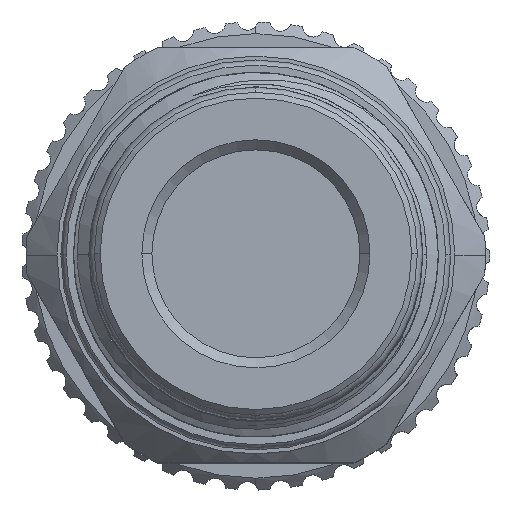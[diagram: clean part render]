
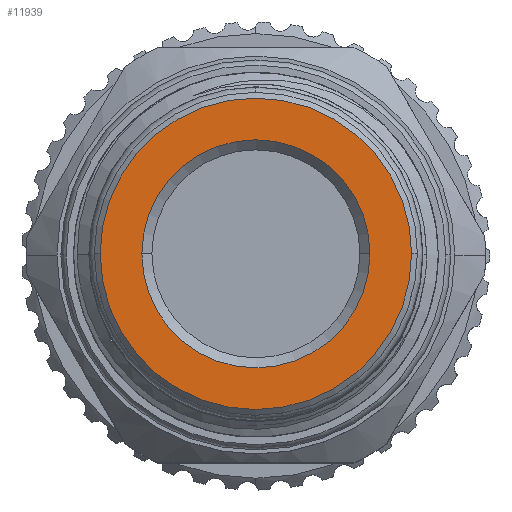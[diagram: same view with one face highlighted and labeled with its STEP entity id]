
A CAD part, top view. The second image highlights one B-rep face of the part: STEP entity #11939.
In plain terms, the highlighted planar face has unit normal (0, 0, 1).
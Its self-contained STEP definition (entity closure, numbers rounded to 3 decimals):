
#392 = VERTEX_POINT ( 'NONE', #10960 ) ;
#457 = CIRCLE ( 'NONE', #1028, 7.85 ) ;
#915 = PLANE ( 'NONE',  #24393 ) ;
#1028 = AXIS2_PLACEMENT_3D ( 'NONE', #1858, #21027, #27663 ) ;
#1821 = DIRECTION ( 'NONE',  ( -1., 0., 0. ) ) ;
#1858 = CARTESIAN_POINT ( 'NONE',  ( 0., 0., -2.927 ) ) ;
#1983 = CARTESIAN_POINT ( 'NONE',  ( -7.85, 0., -2.927 ) ) ;
#2978 = DIRECTION ( 'NONE',  ( 0., 0., 1. ) ) ;
#3443 = VERTEX_POINT ( 'NONE', #12875 ) ;
#3749 = AXIS2_PLACEMENT_3D ( 'NONE', #15876, #2978, #5134 ) ;
#3944 = CIRCLE ( 'NONE', #3749, 10.715 ) ;
#3948 = FACE_BOUND ( 'NONE', #10426, .T. ) ;
#4458 = ORIENTED_EDGE ( 'NONE', *, *, #21963, .T. ) ;
#5067 = EDGE_CURVE ( 'NONE', #17791, #9609, #457, .T. ) ;
#5134 = DIRECTION ( 'NONE',  ( -1., 0., 0. ) ) ;
#8281 = AXIS2_PLACEMENT_3D ( 'NONE', #23388, #12903, #12804 ) ;
#9609 = VERTEX_POINT ( 'NONE', #1983 ) ;
#10426 = EDGE_LOOP ( 'NONE', ( #25722, #26164 ) ) ;
#10960 = CARTESIAN_POINT ( 'NONE',  ( -10.715, 0., -2.927 ) ) ;
#11602 = CARTESIAN_POINT ( 'NONE',  ( 7.85, 0., -2.927 ) ) ;
#11939 = ADVANCED_FACE ( 'NONE', ( #17747, #3948 ), #915, .F. ) ;
#12741 = DIRECTION ( 'NONE',  ( 0., 0., 1. ) ) ;
#12804 = DIRECTION ( 'NONE',  ( 1., 0., 0. ) ) ;
#12875 = CARTESIAN_POINT ( 'NONE',  ( 10.715, 0., -2.927 ) ) ;
#12903 = DIRECTION ( 'NONE',  ( 0., 0., 1. ) ) ;
#13831 = CIRCLE ( 'NONE', #8281, 7.85 ) ;
#14368 = ORIENTED_EDGE ( 'NONE', *, *, #17241, .T. ) ;
#14538 = CIRCLE ( 'NONE', #24713, 10.715 ) ;
#15876 = CARTESIAN_POINT ( 'NONE',  ( 0., 0., -2.927 ) ) ;
#15976 = DIRECTION ( 'NONE',  ( -1., 0., 0. ) ) ;
#17241 = EDGE_CURVE ( 'NONE', #392, #3443, #14538, .T. ) ;
#17747 = FACE_OUTER_BOUND ( 'NONE', #25378, .T. ) ;
#17791 = VERTEX_POINT ( 'NONE', #11602 ) ;
#21027 = DIRECTION ( 'NONE',  ( 0., 0., 1. ) ) ;
#21963 = EDGE_CURVE ( 'NONE', #3443, #392, #3944, .T. ) ;
#22423 = CARTESIAN_POINT ( 'NONE',  ( 0., 0., -2.927 ) ) ;
#23388 = CARTESIAN_POINT ( 'NONE',  ( 0., 0., -2.927 ) ) ;
#23525 = CARTESIAN_POINT ( 'NONE',  ( 0., 0., -2.927 ) ) ;
#24393 = AXIS2_PLACEMENT_3D ( 'NONE', #22423, #24678, #15976 ) ;
#24678 = DIRECTION ( 'NONE',  ( 0., 0., -1. ) ) ;
#24713 = AXIS2_PLACEMENT_3D ( 'NONE', #23525, #12741, #1821 ) ;
#24749 = EDGE_CURVE ( 'NONE', #9609, #17791, #13831, .T. ) ;
#25378 = EDGE_LOOP ( 'NONE', ( #14368, #4458 ) ) ;
#25722 = ORIENTED_EDGE ( 'NONE', *, *, #5067, .F. ) ;
#26164 = ORIENTED_EDGE ( 'NONE', *, *, #24749, .F. ) ;
#27663 = DIRECTION ( 'NONE',  ( 1., 0., 0. ) ) ;
